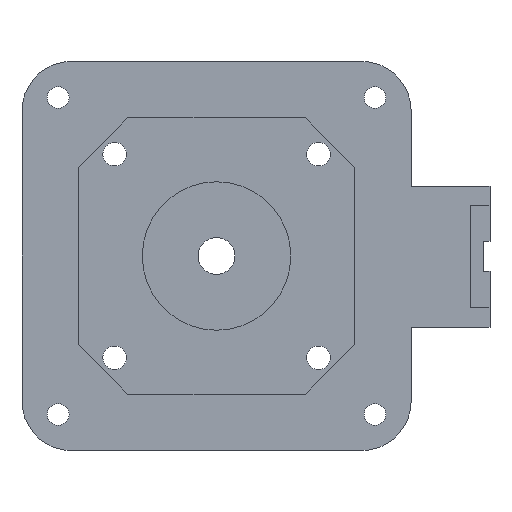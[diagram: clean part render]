
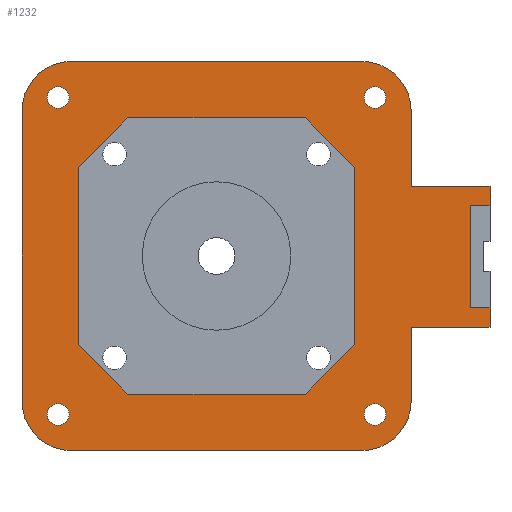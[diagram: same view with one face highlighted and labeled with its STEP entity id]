
A CAD part, front view. The second image highlights one B-rep face of the part: STEP entity #1232.
In plain terms, the highlighted planar face has unit normal (0, -1, 0).
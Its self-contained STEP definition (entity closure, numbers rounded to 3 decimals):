
#54=FACE_BOUND('',#231,.T.);
#55=FACE_BOUND('',#232,.T.);
#56=FACE_BOUND('',#233,.T.);
#57=FACE_BOUND('',#234,.T.);
#58=FACE_BOUND('',#235,.T.);
#88=PLANE('',#1357);
#146=FACE_OUTER_BOUND('',#230,.T.);
#230=EDGE_LOOP('',(#948,#949,#950,#951,#952,#953,#954,#955,#956,#957,#958,
#959,#960,#961,#962,#963));
#231=EDGE_LOOP('',(#964));
#232=EDGE_LOOP('',(#965));
#233=EDGE_LOOP('',(#966));
#234=EDGE_LOOP('',(#967));
#235=EDGE_LOOP('',(#968,#969,#970,#971,#972,#973,#974,#975));
#323=LINE('',#1942,#430);
#326=LINE('',#1948,#433);
#327=LINE('',#1950,#434);
#328=LINE('',#1952,#435);
#329=LINE('',#1954,#436);
#330=LINE('',#1956,#437);
#331=LINE('',#1958,#438);
#332=LINE('',#1960,#439);
#333=LINE('',#1962,#440);
#334=LINE('',#1964,#441);
#335=LINE('',#1968,#442);
#336=LINE('',#1972,#443);
#337=LINE('',#1976,#444);
#338=LINE('',#1978,#445);
#339=LINE('',#1980,#446);
#340=LINE('',#1982,#447);
#341=LINE('',#1984,#448);
#342=LINE('',#1986,#449);
#343=LINE('',#1988,#450);
#344=LINE('',#1989,#451);
#430=VECTOR('',#1578,10.);
#433=VECTOR('',#1583,10.);
#434=VECTOR('',#1584,10.);
#435=VECTOR('',#1585,10.);
#436=VECTOR('',#1586,10.);
#437=VECTOR('',#1587,10.);
#438=VECTOR('',#1588,10.);
#439=VECTOR('',#1589,10.);
#440=VECTOR('',#1590,10.);
#441=VECTOR('',#1591,10.);
#442=VECTOR('',#1594,10.);
#443=VECTOR('',#1597,10.);
#444=VECTOR('',#1600,10.);
#445=VECTOR('',#1601,10.);
#446=VECTOR('',#1602,10.);
#447=VECTOR('',#1603,10.);
#448=VECTOR('',#1604,10.);
#449=VECTOR('',#1605,10.);
#450=VECTOR('',#1606,10.);
#451=VECTOR('',#1607,10.);
#522=CIRCLE('',#1303,1.65);
#526=CIRCLE('',#1310,1.65);
#530=CIRCLE('',#1317,1.65);
#534=CIRCLE('',#1324,1.65);
#552=CIRCLE('',#1355,7.5);
#553=CIRCLE('',#1358,7.5);
#554=CIRCLE('',#1359,7.5);
#555=CIRCLE('',#1360,7.5);
#584=VERTEX_POINT('',#1837);
#588=VERTEX_POINT('',#1850);
#592=VERTEX_POINT('',#1863);
#596=VERTEX_POINT('',#1876);
#615=VERTEX_POINT('',#1935);
#616=VERTEX_POINT('',#1937);
#617=VERTEX_POINT('',#1941);
#619=VERTEX_POINT('',#1947);
#620=VERTEX_POINT('',#1949);
#621=VERTEX_POINT('',#1951);
#622=VERTEX_POINT('',#1953);
#623=VERTEX_POINT('',#1955);
#624=VERTEX_POINT('',#1957);
#625=VERTEX_POINT('',#1959);
#626=VERTEX_POINT('',#1961);
#627=VERTEX_POINT('',#1963);
#628=VERTEX_POINT('',#1965);
#629=VERTEX_POINT('',#1967);
#630=VERTEX_POINT('',#1969);
#631=VERTEX_POINT('',#1971);
#632=VERTEX_POINT('',#1974);
#633=VERTEX_POINT('',#1975);
#634=VERTEX_POINT('',#1977);
#635=VERTEX_POINT('',#1979);
#636=VERTEX_POINT('',#1981);
#637=VERTEX_POINT('',#1983);
#638=VERTEX_POINT('',#1985);
#639=VERTEX_POINT('',#1987);
#696=EDGE_CURVE('',#584,#584,#522,.T.);
#702=EDGE_CURVE('',#588,#588,#526,.T.);
#708=EDGE_CURVE('',#592,#592,#530,.T.);
#714=EDGE_CURVE('',#596,#596,#534,.T.);
#741=EDGE_CURVE('',#615,#616,#552,.T.);
#743=EDGE_CURVE('',#617,#616,#323,.T.);
#746=EDGE_CURVE('',#619,#615,#326,.T.);
#747=EDGE_CURVE('',#619,#620,#327,.T.);
#748=EDGE_CURVE('',#621,#620,#328,.T.);
#749=EDGE_CURVE('',#622,#621,#329,.T.);
#750=EDGE_CURVE('',#623,#622,#330,.T.);
#751=EDGE_CURVE('',#623,#624,#331,.T.);
#752=EDGE_CURVE('',#625,#624,#332,.T.);
#753=EDGE_CURVE('',#626,#625,#333,.T.);
#754=EDGE_CURVE('',#627,#626,#334,.T.);
#755=EDGE_CURVE('',#628,#627,#553,.T.);
#756=EDGE_CURVE('',#628,#629,#335,.T.);
#757=EDGE_CURVE('',#630,#629,#554,.T.);
#758=EDGE_CURVE('',#631,#630,#336,.T.);
#759=EDGE_CURVE('',#617,#631,#555,.T.);
#760=EDGE_CURVE('',#632,#633,#337,.T.);
#761=EDGE_CURVE('',#634,#632,#338,.T.);
#762=EDGE_CURVE('',#635,#634,#339,.T.);
#763=EDGE_CURVE('',#636,#635,#340,.T.);
#764=EDGE_CURVE('',#637,#636,#341,.T.);
#765=EDGE_CURVE('',#638,#637,#342,.T.);
#766=EDGE_CURVE('',#639,#638,#343,.T.);
#767=EDGE_CURVE('',#633,#639,#344,.T.);
#948=ORIENTED_EDGE('',*,*,#741,.F.);
#949=ORIENTED_EDGE('',*,*,#746,.F.);
#950=ORIENTED_EDGE('',*,*,#747,.T.);
#951=ORIENTED_EDGE('',*,*,#748,.F.);
#952=ORIENTED_EDGE('',*,*,#749,.F.);
#953=ORIENTED_EDGE('',*,*,#750,.F.);
#954=ORIENTED_EDGE('',*,*,#751,.T.);
#955=ORIENTED_EDGE('',*,*,#752,.F.);
#956=ORIENTED_EDGE('',*,*,#753,.F.);
#957=ORIENTED_EDGE('',*,*,#754,.F.);
#958=ORIENTED_EDGE('',*,*,#755,.F.);
#959=ORIENTED_EDGE('',*,*,#756,.T.);
#960=ORIENTED_EDGE('',*,*,#757,.F.);
#961=ORIENTED_EDGE('',*,*,#758,.F.);
#962=ORIENTED_EDGE('',*,*,#759,.F.);
#963=ORIENTED_EDGE('',*,*,#743,.T.);
#964=ORIENTED_EDGE('',*,*,#708,.T.);
#965=ORIENTED_EDGE('',*,*,#696,.T.);
#966=ORIENTED_EDGE('',*,*,#714,.T.);
#967=ORIENTED_EDGE('',*,*,#702,.T.);
#968=ORIENTED_EDGE('',*,*,#760,.F.);
#969=ORIENTED_EDGE('',*,*,#761,.F.);
#970=ORIENTED_EDGE('',*,*,#762,.F.);
#971=ORIENTED_EDGE('',*,*,#763,.F.);
#972=ORIENTED_EDGE('',*,*,#764,.F.);
#973=ORIENTED_EDGE('',*,*,#765,.F.);
#974=ORIENTED_EDGE('',*,*,#766,.F.);
#975=ORIENTED_EDGE('',*,*,#767,.F.);
#1232=ADVANCED_FACE('',(#146,#54,#55,#56,#57,#58),#88,.F.);
#1303=AXIS2_PLACEMENT_3D('',#1839,#1454,#1455);
#1310=AXIS2_PLACEMENT_3D('',#1852,#1470,#1471);
#1317=AXIS2_PLACEMENT_3D('',#1865,#1486,#1487);
#1324=AXIS2_PLACEMENT_3D('',#1878,#1502,#1503);
#1355=AXIS2_PLACEMENT_3D('',#1938,#1573,#1574);
#1357=AXIS2_PLACEMENT_3D('',#1946,#1581,#1582);
#1358=AXIS2_PLACEMENT_3D('',#1966,#1592,#1593);
#1359=AXIS2_PLACEMENT_3D('',#1970,#1595,#1596);
#1360=AXIS2_PLACEMENT_3D('',#1973,#1598,#1599);
#1454=DIRECTION('center_axis',(0.,1.,0.));
#1455=DIRECTION('ref_axis',(-1.,0.,0.));
#1470=DIRECTION('center_axis',(0.,1.,0.));
#1471=DIRECTION('ref_axis',(-1.,0.,0.));
#1486=DIRECTION('center_axis',(0.,1.,0.));
#1487=DIRECTION('ref_axis',(-1.,0.,0.));
#1502=DIRECTION('center_axis',(0.,1.,0.));
#1503=DIRECTION('ref_axis',(-1.,0.,0.));
#1573=DIRECTION('center_axis',(0.,1.,0.));
#1574=DIRECTION('ref_axis',(0.707,0.,-0.707));
#1578=DIRECTION('',(1.,0.,0.));
#1581=DIRECTION('center_axis',(0.,1.,0.));
#1582=DIRECTION('ref_axis',(-1.,0.,0.));
#1583=DIRECTION('',(0.,0.,-1.));
#1584=DIRECTION('',(1.,0.,0.));
#1585=DIRECTION('',(0.,0.,-1.));
#1586=DIRECTION('',(1.,0.,0.));
#1587=DIRECTION('',(0.,0.,-1.));
#1588=DIRECTION('',(1.,0.,0.));
#1589=DIRECTION('',(0.,0.,-1.));
#1590=DIRECTION('',(1.,0.,0.));
#1591=DIRECTION('',(0.,0.,-1.));
#1592=DIRECTION('center_axis',(0.,1.,0.));
#1593=DIRECTION('ref_axis',(0.707,0.,0.707));
#1594=DIRECTION('',(-1.,0.,0.));
#1595=DIRECTION('center_axis',(0.,1.,0.));
#1596=DIRECTION('ref_axis',(-0.707,0.,0.707));
#1597=DIRECTION('',(0.,0.,1.));
#1598=DIRECTION('center_axis',(0.,1.,0.));
#1599=DIRECTION('ref_axis',(-0.707,0.,-0.707));
#1600=DIRECTION('',(1.,0.,0.));
#1601=DIRECTION('',(0.707,0.,-0.707));
#1602=DIRECTION('',(0.,0.,-1.));
#1603=DIRECTION('',(-0.707,0.,-0.707));
#1604=DIRECTION('',(-1.,0.,0.));
#1605=DIRECTION('',(-0.707,0.,0.707));
#1606=DIRECTION('',(0.,0.,1.));
#1607=DIRECTION('',(0.707,0.,0.707));
#1837=CARTESIAN_POINT('',(-22.448,53.,24.098));
#1839=CARTESIAN_POINT('Origin',(-24.098,53.,24.098));
#1850=CARTESIAN_POINT('',(25.748,53.,24.098));
#1852=CARTESIAN_POINT('Origin',(24.098,53.,24.098));
#1863=CARTESIAN_POINT('',(-22.448,53.,-24.099));
#1865=CARTESIAN_POINT('Origin',(-24.098,53.,-24.099));
#1876=CARTESIAN_POINT('',(25.748,53.,-24.099));
#1878=CARTESIAN_POINT('Origin',(24.098,53.,-24.099));
#1935=CARTESIAN_POINT('',(29.6,53.,-22.1));
#1937=CARTESIAN_POINT('',(22.1,53.,-29.6));
#1938=CARTESIAN_POINT('Origin',(22.1,53.,-22.1));
#1941=CARTESIAN_POINT('',(-22.1,53.,-29.6));
#1942=CARTESIAN_POINT('',(24.3,53.,-29.6));
#1946=CARTESIAN_POINT('Origin',(0.,53.,0.));
#1947=CARTESIAN_POINT('',(29.6,53.,-10.81));
#1948=CARTESIAN_POINT('',(29.6,53.,24.3));
#1949=CARTESIAN_POINT('',(41.6,53.,-10.81));
#1950=CARTESIAN_POINT('',(29.6,53.,-10.81));
#1951=CARTESIAN_POINT('',(41.6,53.,-7.81));
#1952=CARTESIAN_POINT('',(41.6,53.,29.6));
#1953=CARTESIAN_POINT('',(38.6,53.,-7.81));
#1954=CARTESIAN_POINT('',(29.6,53.,-7.81));
#1955=CARTESIAN_POINT('',(38.6,53.,7.62));
#1956=CARTESIAN_POINT('',(38.6,53.,29.6));
#1957=CARTESIAN_POINT('',(41.6,53.,7.62));
#1958=CARTESIAN_POINT('',(29.6,53.,7.62));
#1959=CARTESIAN_POINT('',(41.6,53.,10.62));
#1960=CARTESIAN_POINT('',(41.6,53.,29.6));
#1961=CARTESIAN_POINT('',(29.6,53.,10.62));
#1962=CARTESIAN_POINT('',(29.6,53.,10.62));
#1963=CARTESIAN_POINT('',(29.6,53.,22.1));
#1964=CARTESIAN_POINT('',(29.6,53.,24.3));
#1965=CARTESIAN_POINT('',(22.1,53.,29.6));
#1966=CARTESIAN_POINT('Origin',(22.1,53.,22.1));
#1967=CARTESIAN_POINT('',(-22.1,53.,29.6));
#1968=CARTESIAN_POINT('',(-24.3,53.,29.6));
#1969=CARTESIAN_POINT('',(-29.6,53.,22.1));
#1970=CARTESIAN_POINT('Origin',(-22.1,53.,22.1));
#1971=CARTESIAN_POINT('',(-29.6,53.,-22.1));
#1972=CARTESIAN_POINT('',(-29.6,53.,-24.3));
#1973=CARTESIAN_POINT('Origin',(-22.1,53.,-22.1));
#1974=CARTESIAN_POINT('',(-13.5,53.,-21.));
#1975=CARTESIAN_POINT('',(13.5,53.,-21.));
#1976=CARTESIAN_POINT('',(13.5,53.,-21.));
#1977=CARTESIAN_POINT('',(-21.,53.,-13.5));
#1978=CARTESIAN_POINT('',(-13.5,53.,-21.));
#1979=CARTESIAN_POINT('',(-21.,53.,13.5));
#1980=CARTESIAN_POINT('',(-21.,53.,-13.5));
#1981=CARTESIAN_POINT('',(-13.5,53.,21.));
#1982=CARTESIAN_POINT('',(-21.,53.,13.5));
#1983=CARTESIAN_POINT('',(13.5,53.,21.));
#1984=CARTESIAN_POINT('',(-13.5,53.,21.));
#1985=CARTESIAN_POINT('',(21.,53.,13.5));
#1986=CARTESIAN_POINT('',(13.5,53.,21.));
#1987=CARTESIAN_POINT('',(21.,53.,-13.5));
#1988=CARTESIAN_POINT('',(21.,53.,13.5));
#1989=CARTESIAN_POINT('',(21.,53.,-13.5));
